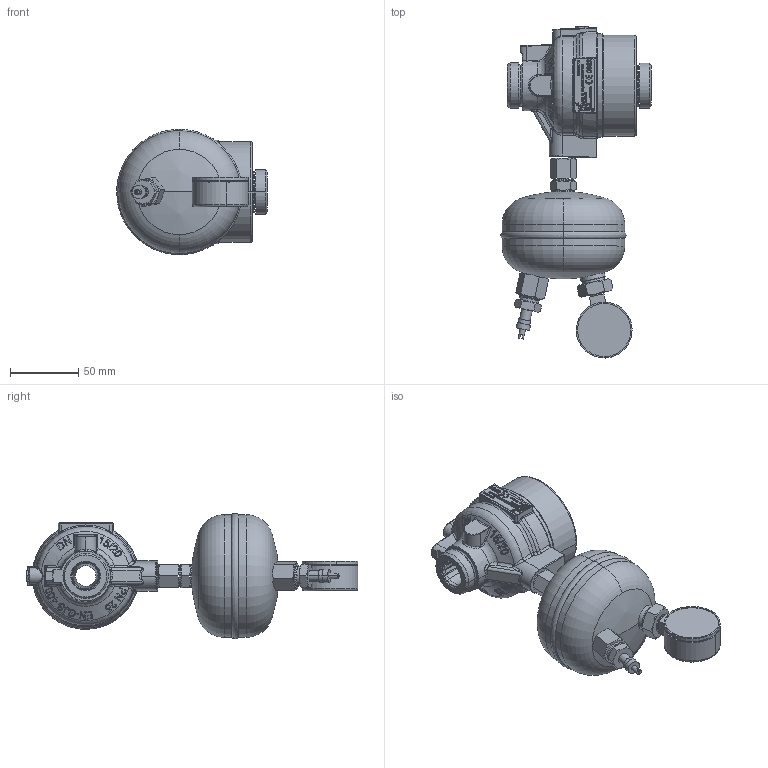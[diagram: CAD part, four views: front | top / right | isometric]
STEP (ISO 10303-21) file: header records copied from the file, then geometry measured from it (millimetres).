
FILE_DESCRIPTION (( 'STEP AP203' ), '1' );
FILE_NAME ('11585 - PM 512 DN15,20 PN25 Fc-20.step', '2015-03-05T12:22:36', ( 'Uporabnik' ), ( 'Hewlett-Packard Company' ), 'SwSTEP 2.0', 'SolidWorks 2014', '' );
FILE_SCHEMA (( 'CONFIG_CONTROL_DESIGN' ));
Length unit declared in the file: millimetre
Products named in the file (1): 11585 - PM 512 DN15,20 PN25 Fc-20
Bounding box: 110.5 x 243.65 x 91.99 mm (x, y, z)
Surface area: 73745.1 mm2 (no closed solid volume)
Topology: 0 solids, 51 shells, 940 faces, 4083 edges, 3113 vertices
Faces by surface type: plane 347, bspline 245, cone 150, cylinder 111, torus 71, sphere 16
Entity records: 65528 total; most frequent: CARTESIAN_POINT 36886, ORIENTED_EDGE 5901, DIRECTION 4416, EDGE_CURVE 4075, VERTEX_POINT 3113, B_SPLINE_CURVE_WITH_KNOTS 1690, LINE 1634, VECTOR 1634
